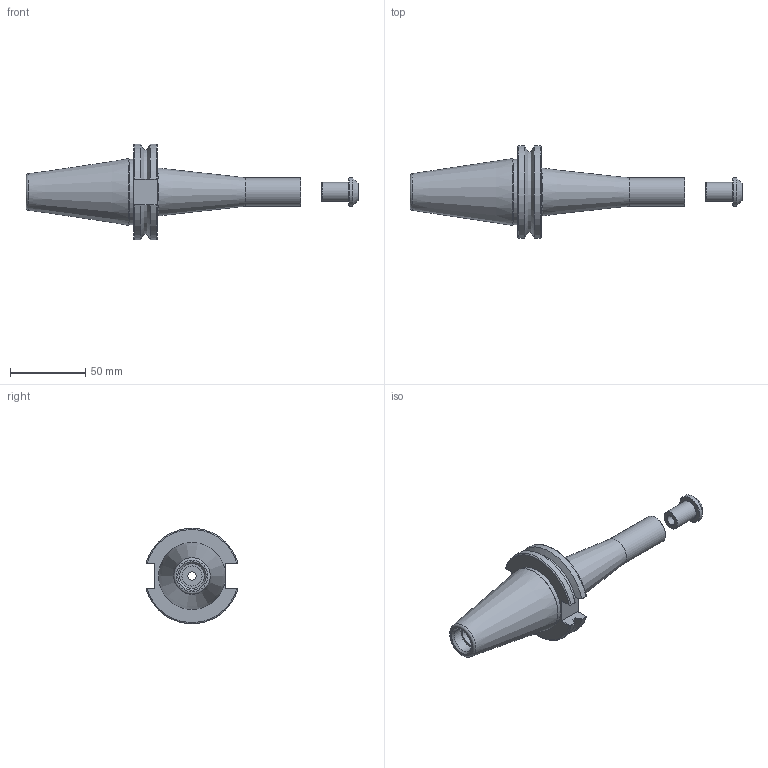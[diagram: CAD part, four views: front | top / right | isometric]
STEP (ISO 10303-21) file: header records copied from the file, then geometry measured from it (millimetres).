
FILE_DESCRIPTION(/* description */ (''),/* implementation_level */ '2;1');
FILE_NAME(/* name */ 'CAT40 SSA.500-4.5MT.step',/* time_stamp */ '2025-08-06T15:08:04-05:00',/* author */ (''),/* organization */ (''),/* preprocessor_version */ 'ST-DEVELOPER v20.1',/* originating_system */ 'Autodesk Translation Framework v14.10.0.0',/* authorisation */ '');
FILE_SCHEMA (('AUTOMOTIVE_DESIGN { 1 0 10303 214 3 1 1 }'));
Length unit declared in the file: inch
Products named in the file (2): CAT40 EM20-63; SSA.500-Cap-M v1
Assembly tree (1 placements, depth 2):
  CAT40 EM20-63
    SSA.500-Cap-M v1
Bounding box: 220.73 x 61.14 x 63.26 mm (x, y, z)
Volume: 138566.5 mm3; surface area: 30817 mm2
Topology: 2 solids, 2 shells, 117 faces, 275 edges, 175 vertices
Faces by surface type: plane 43, cylinder 24, bspline 24, cone 21, torus 5
Full cylindrical faces by diameter (mm): 1.88 x6, 5.436 x1, 6.68 x1, 9.906 x1, 11.112 x1, 12.446 x1, 12.7 x2, 13.386 x1, 16.256 x1, 18.974 x1, 19.012 x1, 43.688 x1
Entity records: 4378 total; most frequent: CARTESIAN_POINT 1621, ORIENTED_EDGE 548, DIRECTION 505, EDGE_CURVE 274, AXIS2_PLACEMENT_3D 183, VERTEX_POINT 175, LINE 139, VECTOR 139
